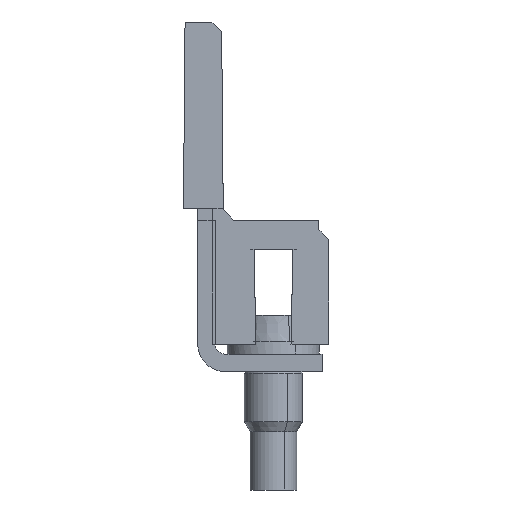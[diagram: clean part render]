
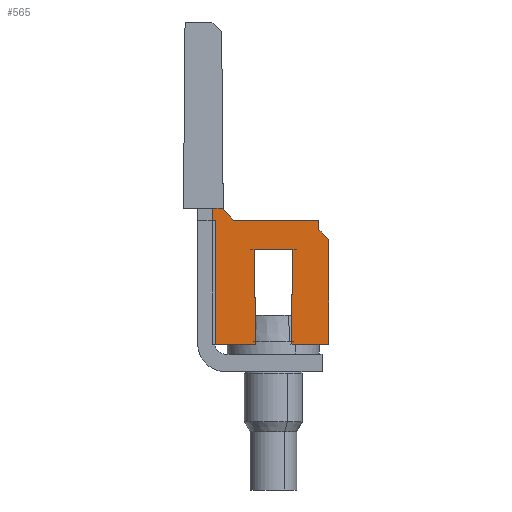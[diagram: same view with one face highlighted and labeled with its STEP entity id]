
A CAD part, left-side view. The second image highlights one B-rep face of the part: STEP entity #565.
In plain terms, the highlighted planar face has unit normal (-1, 0, 0.009).
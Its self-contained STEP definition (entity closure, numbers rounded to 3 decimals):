
#474=AXIS2_PLACEMENT_3D('Plane Axis2P3D',#471,#472,#473) ;
#37=CARTESIAN_POINT('Line Origine',(0.196,5.16,14.165)) ;
#41=CARTESIAN_POINT('Vertex',(0.198,5.425,14.429)) ;
#43=CARTESIAN_POINT('Vertex',(0.193,4.895,13.9)) ;
#258=CARTESIAN_POINT('Vertex',(0.198,5.425,14.5)) ;
#261=CARTESIAN_POINT('Line Origine',(0.198,5.425,14.465)) ;
#434=CARTESIAN_POINT('Line Origine',(0.193,2.698,13.9)) ;
#438=CARTESIAN_POINT('Vertex',(0.193,0.5,13.9)) ;
#471=CARTESIAN_POINT('Axis2P3D Location',(0.138,0.,7.5)) ;
#476=CARTESIAN_POINT('Line Origine',(0.138,0.968,7.5)) ;
#480=CARTESIAN_POINT('Vertex',(0.138,0.,7.5)) ;
#482=CARTESIAN_POINT('Vertex',(0.138,1.935,7.5)) ;
#485=CARTESIAN_POINT('Line Origine',(0.161,0.,10.2)) ;
#489=CARTESIAN_POINT('Vertex',(0.185,0.,12.9)) ;
#492=CARTESIAN_POINT('Line Origine',(0.187,0.25,13.15)) ;
#496=CARTESIAN_POINT('Vertex',(0.189,0.5,13.4)) ;
#499=CARTESIAN_POINT('Line Origine',(0.191,0.5,13.65)) ;
#504=CARTESIAN_POINT('Line Origine',(0.199,5.694,14.5)) ;
#508=CARTESIAN_POINT('Vertex',(0.198,5.963,14.5)) ;
#511=CARTESIAN_POINT('Line Origine',(0.168,5.963,11.)) ;
#515=CARTESIAN_POINT('Vertex',(0.138,5.963,7.5)) ;
#518=CARTESIAN_POINT('Line Origine',(0.138,4.851,7.5)) ;
#522=CARTESIAN_POINT('Vertex',(0.138,3.74,7.5)) ;
#526=CARTESIAN_POINT('Control Point',(0.138,3.74,7.5)) ;
#527=CARTESIAN_POINT('Control Point',(0.146,3.761,8.48)) ;
#528=CARTESIAN_POINT('Control Point',(0.155,3.781,9.46)) ;
#529=CARTESIAN_POINT('Control Point',(0.163,3.801,10.44)) ;
#530=CARTESIAN_POINT('Control Point',(0.172,3.82,11.42)) ;
#531=CARTESIAN_POINT('Control Point',(0.18,3.839,12.4)) ;
#532=CARTESIAN_POINT('Vertex',(0.18,3.839,12.4)) ;
#535=CARTESIAN_POINT('Line Origine',(0.18,2.838,12.4)) ;
#539=CARTESIAN_POINT('Vertex',(0.18,1.836,12.4)) ;
#543=CARTESIAN_POINT('Control Point',(0.138,1.935,7.5)) ;
#544=CARTESIAN_POINT('Control Point',(0.146,1.914,8.48)) ;
#545=CARTESIAN_POINT('Control Point',(0.155,1.894,9.46)) ;
#546=CARTESIAN_POINT('Control Point',(0.163,1.874,10.44)) ;
#547=CARTESIAN_POINT('Control Point',(0.172,1.855,11.42)) ;
#548=CARTESIAN_POINT('Control Point',(0.18,1.836,12.4)) ;
#38=DIRECTION('Vector Direction',(-0.006,-0.707,-0.707)) ;
#262=DIRECTION('Vector Direction',(-0.009,-0.009,-1.)) ;
#435=DIRECTION('Vector Direction',(0.,-1.,0.)) ;
#472=DIRECTION('Axis2P3D Direction',(-1.,0.,0.009)) ;
#473=DIRECTION('Axis2P3D XDirection',(0.009,0.,1.)) ;
#477=DIRECTION('Vector Direction',(0.,1.,0.)) ;
#486=DIRECTION('Vector Direction',(0.009,0.,1.)) ;
#493=DIRECTION('Vector Direction',(-0.006,-0.707,-0.707)) ;
#500=DIRECTION('Vector Direction',(-0.009,0.,-1.)) ;
#505=DIRECTION('Vector Direction',(0.,1.,0.)) ;
#512=DIRECTION('Vector Direction',(0.009,0.,1.)) ;
#519=DIRECTION('Vector Direction',(0.,1.,0.)) ;
#536=DIRECTION('Vector Direction',(0.,1.,0.)) ;
#39=VECTOR('Line Direction',#38,1.) ;
#263=VECTOR('Line Direction',#262,1.) ;
#436=VECTOR('Line Direction',#435,1.) ;
#478=VECTOR('Line Direction',#477,1.) ;
#487=VECTOR('Line Direction',#486,1.) ;
#494=VECTOR('Line Direction',#493,1.) ;
#501=VECTOR('Line Direction',#500,1.) ;
#506=VECTOR('Line Direction',#505,1.) ;
#513=VECTOR('Line Direction',#512,1.) ;
#520=VECTOR('Line Direction',#519,1.) ;
#537=VECTOR('Line Direction',#536,1.) ;
#551=ORIENTED_EDGE('',*,*,#484,.F.) ;
#552=ORIENTED_EDGE('',*,*,#491,.T.) ;
#553=ORIENTED_EDGE('',*,*,#498,.F.) ;
#554=ORIENTED_EDGE('',*,*,#503,.F.) ;
#555=ORIENTED_EDGE('',*,*,#440,.F.) ;
#556=ORIENTED_EDGE('',*,*,#45,.F.) ;
#557=ORIENTED_EDGE('',*,*,#265,.F.) ;
#558=ORIENTED_EDGE('',*,*,#510,.T.) ;
#559=ORIENTED_EDGE('',*,*,#517,.F.) ;
#560=ORIENTED_EDGE('',*,*,#524,.F.) ;
#561=ORIENTED_EDGE('',*,*,#534,.T.) ;
#562=ORIENTED_EDGE('',*,*,#541,.F.) ;
#563=ORIENTED_EDGE('',*,*,#549,.F.) ;
#565=ADVANCED_FACE('KU_WQV4/5',(#564),#475,.T.) ;
#525=B_SPLINE_CURVE_WITH_KNOTS('',5,(#526,#527,#528,#529,#530,#531),.UNSPECIFIED.,.F.,.U.,(6,6),(0.,6.931),.UNSPECIFIED.) ;
#542=B_SPLINE_CURVE_WITH_KNOTS('',5,(#543,#544,#545,#546,#547,#548),.UNSPECIFIED.,.F.,.U.,(6,6),(0.,6.931),.UNSPECIFIED.) ;
#45=EDGE_CURVE('',#42,#44,#40,.T.) ;
#265=EDGE_CURVE('',#259,#42,#264,.T.) ;
#440=EDGE_CURVE('',#44,#439,#437,.T.) ;
#484=EDGE_CURVE('',#481,#483,#479,.T.) ;
#491=EDGE_CURVE('',#481,#490,#488,.T.) ;
#498=EDGE_CURVE('',#497,#490,#495,.T.) ;
#503=EDGE_CURVE('',#439,#497,#502,.T.) ;
#510=EDGE_CURVE('',#259,#509,#507,.T.) ;
#517=EDGE_CURVE('',#516,#509,#514,.T.) ;
#524=EDGE_CURVE('',#523,#516,#521,.T.) ;
#534=EDGE_CURVE('',#523,#533,#525,.T.) ;
#541=EDGE_CURVE('',#540,#533,#538,.T.) ;
#549=EDGE_CURVE('',#483,#540,#542,.T.) ;
#550=EDGE_LOOP('',(#551,#552,#553,#554,#555,#556,#557,#558,#559,#560,#561,#562,#563)) ;
#564=FACE_OUTER_BOUND('',#550,.T.) ;
#40=LINE('Line',#37,#39) ;
#264=LINE('Line',#261,#263) ;
#437=LINE('Line',#434,#436) ;
#479=LINE('Line',#476,#478) ;
#488=LINE('Line',#485,#487) ;
#495=LINE('Line',#492,#494) ;
#502=LINE('Line',#499,#501) ;
#507=LINE('Line',#504,#506) ;
#514=LINE('Line',#511,#513) ;
#521=LINE('Line',#518,#520) ;
#538=LINE('Line',#535,#537) ;
#475=PLANE('',#474) ;
#42=VERTEX_POINT('',#41) ;
#44=VERTEX_POINT('',#43) ;
#259=VERTEX_POINT('',#258) ;
#439=VERTEX_POINT('',#438) ;
#481=VERTEX_POINT('',#480) ;
#483=VERTEX_POINT('',#482) ;
#490=VERTEX_POINT('',#489) ;
#497=VERTEX_POINT('',#496) ;
#509=VERTEX_POINT('',#508) ;
#516=VERTEX_POINT('',#515) ;
#523=VERTEX_POINT('',#522) ;
#533=VERTEX_POINT('',#532) ;
#540=VERTEX_POINT('',#539) ;
